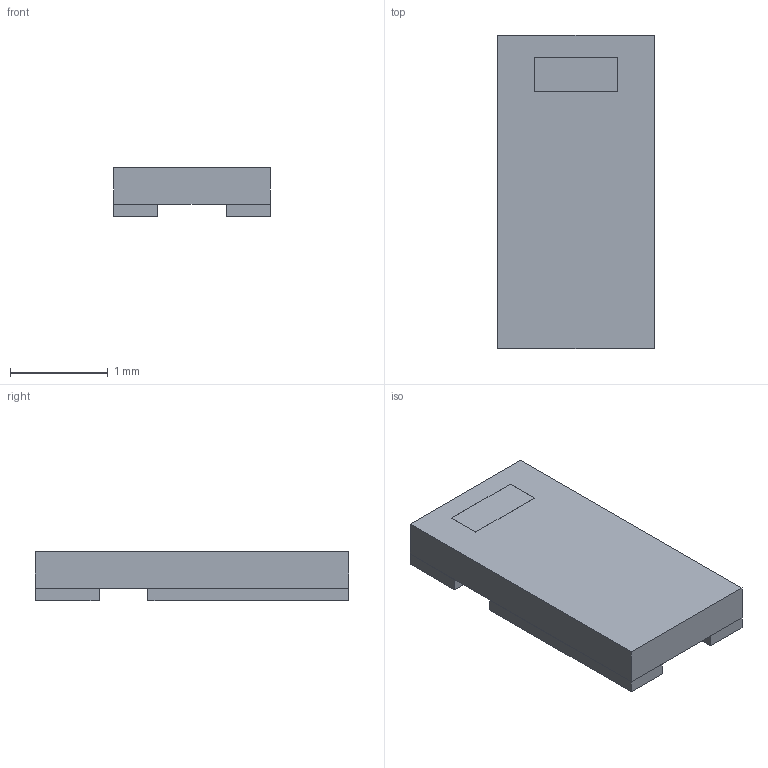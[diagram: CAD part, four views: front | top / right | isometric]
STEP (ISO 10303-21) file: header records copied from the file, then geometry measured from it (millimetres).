
FILE_DESCRIPTION(/* description */ ('STEP AP242','CAx-IF Rec.Pracs.---Representation and Presentation of Product Manufacturing Information (PMI)---4.0---2014-10-13','CAx-IF Rec.Pracs.---3D Tessellated Geometry---0.4---2014-09-14','2;1'),/* implementation_level */ '2;1');
FILE_NAME(/* name */ '6484a7ea47a1a93210a2e4af',/* time_stamp */ '2023-06-10T16:42:18Z',/* author */ (''),/* organization */ (''),/* preprocessor_version */ 'ST-DEVELOPER v19.4',/* originating_system */ ' ',/* authorisation */ ' ');
FILE_SCHEMA (('AP242_MANAGED_MODEL_BASED_3D_ENGINEERING_MIM_LF { 1 0 10303 442 1 1 4 }'));
Length unit declared in the file: metre
Products named in the file (5): Part 4; Part 1; Part 2; Part 3; Part 5
Bounding box: 1.6 x 3.2 x 0.5 mm (x, y, z)
Volume: 2.2 mm3; surface area: 20.5 mm2
Topology: 5 solids, 5 shells, 35 faces, 72 edges, 48 vertices
Faces by surface type: plane 35
Entity records: 1037 total; most frequent: CARTESIAN_POINT 160, DIRECTION 152, ORIENTED_EDGE 144, EDGE_CURVE 72, LINE 72, VECTOR 72, VERTEX_POINT 48, AXIS2_PLACEMENT_3D 40
